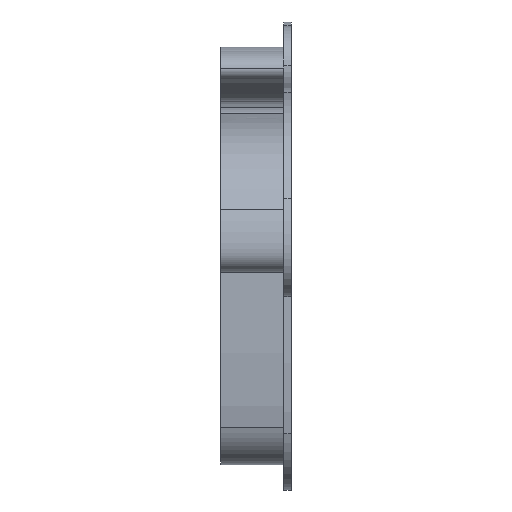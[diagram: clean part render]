
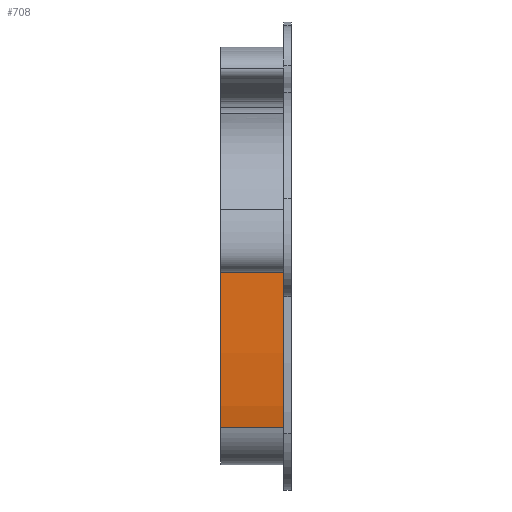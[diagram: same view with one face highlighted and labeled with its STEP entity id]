
A CAD part, left-side view. The second image highlights one B-rep face of the part: STEP entity #708.
In plain terms, the highlighted free-form (B-spline) face has degree [3, 1] with [15, 2] control points.
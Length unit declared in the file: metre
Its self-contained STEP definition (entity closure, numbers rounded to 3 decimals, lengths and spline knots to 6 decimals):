
#27=LINE('',#902,#64);
#28=LINE('',#928,#65);
#64=VECTOR('',#779,1.);
#65=VECTOR('',#780,1.);
#101=ORIENTED_EDGE('',*,*,#327,.F.);
#102=ORIENTED_EDGE('',*,*,#328,.F.);
#103=ORIENTED_EDGE('',*,*,#329,.T.);
#104=ORIENTED_EDGE('',*,*,#330,.T.);
#327=EDGE_CURVE('',#440,#441,#516,.T.);
#328=EDGE_CURVE('',#442,#440,#27,.T.);
#329=EDGE_CURVE('',#442,#443,#517,.T.);
#330=EDGE_CURVE('',#443,#441,#28,.T.);
#440=VERTEX_POINT('',#900);
#441=VERTEX_POINT('',#901);
#442=VERTEX_POINT('',#903);
#443=VERTEX_POINT('',#927);
#516=B_SPLINE_CURVE_WITH_KNOTS('',3,(#877,#878,#879,#880,#881,#882,#883,
#884,#885,#886,#887,#888,#889,#890,#891,#892,#893,#894,#895,#896,#897,#898,
#899),.UNSPECIFIED.,.F.,.F.,(4,1,1,1,1,1,1,1,1,1,1,1,1,1,1,1,1,1,1,1,4),
(0.917549,0.925275,0.929138,0.931069,
0.933001,0.936864,0.940727,0.94459,
0.946521,0.948453,0.950384,0.952316,
0.956179,0.960042,0.963905,0.965836,0.967767,
0.969699,0.97163,0.975493,0.979356),
 .UNSPECIFIED.);
#517=B_SPLINE_CURVE_WITH_KNOTS('',3,(#904,#905,#906,#907,#908,#909,#910,
#911,#912,#913,#914,#915,#916,#917,#918,#919,#920,#921,#922,#923,#924,#925,
#926),.UNSPECIFIED.,.F.,.F.,(4,1,1,1,1,1,1,1,1,1,1,1,1,1,1,1,1,1,1,1,4),
(0.917549,0.925275,0.929138,0.931069,
0.933001,0.936864,0.940727,0.94459,
0.946521,0.948453,0.950384,0.952316,
0.956179,0.960042,0.963905,0.965836,0.967767,
0.969699,0.97163,0.975493,0.979356),
 .UNSPECIFIED.);
#584=EDGE_LOOP('',(#101,#102,#103,#104));
#629=FACE_BOUND('',#584,.T.);
#674=B_SPLINE_SURFACE_WITH_KNOTS('',3,1,((#847,#848),(#849,#850),(#851,
#852),(#853,#854),(#855,#856),(#857,#858),(#859,#860),(#861,#862),(#863,
#864),(#865,#866),(#867,#868),(#869,#870),(#871,#872),(#873,#874),(#875,
#876)),.SURF_OF_LINEAR_EXTRUSION.,.F.,.F.,.F.,(4,1,1,1,1,1,1,1,1,1,1,1,
4),(2,2),(0.917549,0.925275,0.933001,0.940727,
0.948453,0.952316,0.956179,0.960042,
0.963905,0.967767,0.97163,0.975493,
0.979356),(0.,1.),.UNSPECIFIED.);
#708=ADVANCED_FACE('',(#629),#674,.T.);
#779=DIRECTION('',(0.,1.,0.));
#780=DIRECTION('',(0.,1.,0.));
#847=CARTESIAN_POINT('',(-0.042039,-0.0127,-0.034906));
#848=CARTESIAN_POINT('',(-0.042039,0.,-0.034906));
#849=CARTESIAN_POINT('',(-0.042364,-0.0127,-0.033658));
#850=CARTESIAN_POINT('',(-0.042364,0.,-0.033658));
#851=CARTESIAN_POINT('',(-0.042713,-0.0127,-0.031062));
#852=CARTESIAN_POINT('',(-0.042713,0.,-0.031062));
#853=CARTESIAN_POINT('',(-0.042898,-0.0127,-0.027129));
#854=CARTESIAN_POINT('',(-0.042898,0.,-0.027129));
#855=CARTESIAN_POINT('',(-0.043121,-0.0127,-0.023266));
#856=CARTESIAN_POINT('',(-0.043121,0.,-0.023266));
#857=CARTESIAN_POINT('',(-0.043244,-0.0127,-0.02042));
#858=CARTESIAN_POINT('',(-0.043244,0.,-0.02042));
#859=CARTESIAN_POINT('',(-0.043267,-0.0127,-0.018609));
#860=CARTESIAN_POINT('',(-0.043267,0.,-0.018609));
#861=CARTESIAN_POINT('',(-0.043246,-0.0127,-0.017396));
#862=CARTESIAN_POINT('',(-0.043246,0.,-0.017396));
#863=CARTESIAN_POINT('',(-0.043202,-0.0127,-0.016055));
#864=CARTESIAN_POINT('',(-0.043202,0.,-0.016055));
#865=CARTESIAN_POINT('',(-0.043147,-0.0127,-0.014322));
#866=CARTESIAN_POINT('',(-0.043147,0.,-0.014322));
#867=CARTESIAN_POINT('',(-0.043092,-0.0127,-0.011902));
#868=CARTESIAN_POINT('',(-0.043092,0.,-0.011902));
#869=CARTESIAN_POINT('',(-0.043047,-0.0127,-0.008572));
#870=CARTESIAN_POINT('',(-0.043047,0.,-0.008572));
#871=CARTESIAN_POINT('',(-0.043016,-0.0127,-0.004665));
#872=CARTESIAN_POINT('',(-0.043016,0.,-0.004665));
#873=CARTESIAN_POINT('',(-0.043008,-0.0127,-0.001869));
#874=CARTESIAN_POINT('',(-0.043008,0.,-0.001869));
#875=CARTESIAN_POINT('',(-0.043007,-0.0127,-0.000474));
#876=CARTESIAN_POINT('',(-0.043007,0.,-0.000474));
#877=CARTESIAN_POINT('',(-0.042039,0.,-0.034906));
#878=CARTESIAN_POINT('',(-0.042364,0.,-0.033658));
#879=CARTESIAN_POINT('',(-0.042627,0.,-0.031715));
#880=CARTESIAN_POINT('',(-0.042781,0.,-0.029418));
#881=CARTESIAN_POINT('',(-0.042852,0.,-0.028112));
#882=CARTESIAN_POINT('',(-0.042922,0.,-0.026817));
#883=CARTESIAN_POINT('',(-0.043011,0.,-0.025199));
#884=CARTESIAN_POINT('',(-0.043111,0.,-0.023322));
#885=CARTESIAN_POINT('',(-0.04318,0.,-0.021855));
#886=CARTESIAN_POINT('',(-0.043222,0.,-0.020766));
#887=CARTESIAN_POINT('',(-0.043245,0.,-0.019997));
#888=CARTESIAN_POINT('',(-0.043259,0.,-0.019283));
#889=CARTESIAN_POINT('',(-0.043263,0.,-0.01841));
#890=CARTESIAN_POINT('',(-0.043246,0.,-0.017395));
#891=CARTESIAN_POINT('',(-0.043202,0.,-0.016055));
#892=CARTESIAN_POINT('',(-0.043157,0.,-0.014609));
#893=CARTESIAN_POINT('',(-0.04312,0.,-0.013114));
#894=CARTESIAN_POINT('',(-0.043093,0.,-0.011788));
#895=CARTESIAN_POINT('',(-0.04307,0.,-0.010235));
#896=CARTESIAN_POINT('',(-0.043042,0.,-0.007922));
#897=CARTESIAN_POINT('',(-0.043016,0.,-0.004665));
#898=CARTESIAN_POINT('',(-0.043008,0.,-0.001869));
#899=CARTESIAN_POINT('',(-0.043007,0.,-0.000474));
#900=CARTESIAN_POINT('',(-0.042039,0.,-0.034906));
#901=CARTESIAN_POINT('',(-0.043007,0.,-0.000474));
#902=CARTESIAN_POINT('',(-0.042039,-0.0127,-0.034906));
#903=CARTESIAN_POINT('',(-0.042039,-0.0127,-0.034906));
#904=CARTESIAN_POINT('',(-0.042039,-0.0127,-0.034906));
#905=CARTESIAN_POINT('',(-0.042364,-0.0127,-0.033658));
#906=CARTESIAN_POINT('',(-0.042627,-0.0127,-0.031715));
#907=CARTESIAN_POINT('',(-0.042781,-0.0127,-0.029418));
#908=CARTESIAN_POINT('',(-0.042852,-0.0127,-0.028112));
#909=CARTESIAN_POINT('',(-0.042922,-0.0127,-0.026817));
#910=CARTESIAN_POINT('',(-0.043011,-0.0127,-0.025199));
#911=CARTESIAN_POINT('',(-0.043111,-0.0127,-0.023322));
#912=CARTESIAN_POINT('',(-0.04318,-0.0127,-0.021855));
#913=CARTESIAN_POINT('',(-0.043222,-0.0127,-0.020766));
#914=CARTESIAN_POINT('',(-0.043245,-0.0127,-0.019997));
#915=CARTESIAN_POINT('',(-0.043259,-0.0127,-0.019283));
#916=CARTESIAN_POINT('',(-0.043263,-0.0127,-0.01841));
#917=CARTESIAN_POINT('',(-0.043246,-0.0127,-0.017395));
#918=CARTESIAN_POINT('',(-0.043202,-0.0127,-0.016055));
#919=CARTESIAN_POINT('',(-0.043157,-0.0127,-0.014609));
#920=CARTESIAN_POINT('',(-0.04312,-0.0127,-0.013114));
#921=CARTESIAN_POINT('',(-0.043093,-0.0127,-0.011788));
#922=CARTESIAN_POINT('',(-0.04307,-0.0127,-0.010235));
#923=CARTESIAN_POINT('',(-0.043042,-0.0127,-0.007922));
#924=CARTESIAN_POINT('',(-0.043016,-0.0127,-0.004665));
#925=CARTESIAN_POINT('',(-0.043008,-0.0127,-0.001869));
#926=CARTESIAN_POINT('',(-0.043007,-0.0127,-0.000474));
#927=CARTESIAN_POINT('',(-0.043007,-0.0127,-0.000474));
#928=CARTESIAN_POINT('',(-0.043007,-0.0127,-0.000474));
